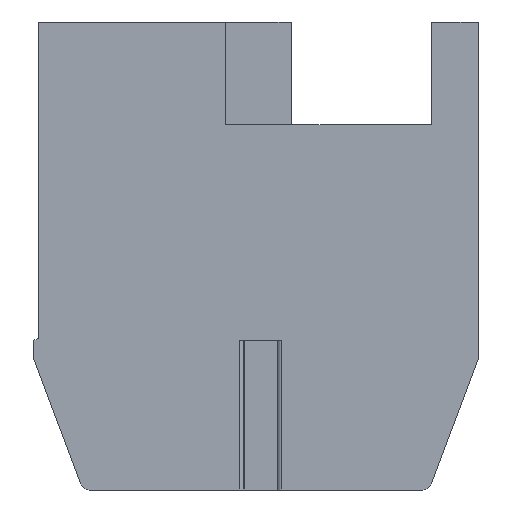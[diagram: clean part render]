
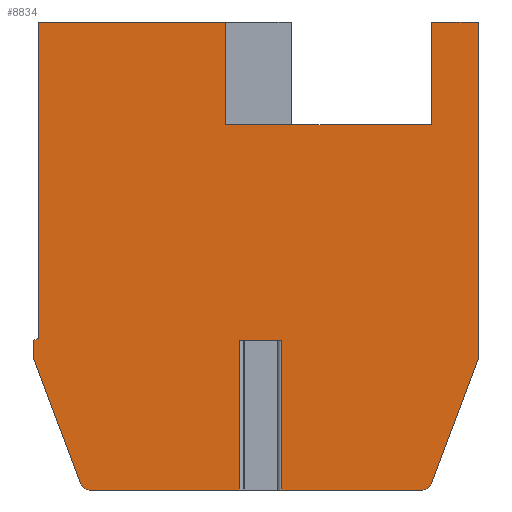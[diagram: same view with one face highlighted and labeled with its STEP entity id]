
A CAD part, front view. The second image highlights one B-rep face of the part: STEP entity #8834.
In plain terms, the highlighted planar face has unit normal (0, -1, 0).
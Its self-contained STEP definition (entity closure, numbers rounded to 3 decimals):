
#1=DIRECTION('',(1.,0.,0.));
#2=VECTOR('',#1,0.906);
#3=CARTESIAN_POINT('',(4.297,0.,-6.8));
#4=LINE('',#3,#2);
#5=DIRECTION('',(0.,0.,-1.));
#6=VECTOR('',#5,3.2);
#7=CARTESIAN_POINT('',(4.297,0.,-6.8));
#8=LINE('',#7,#6);
#9=DIRECTION('',(-1.,0.,0.));
#10=VECTOR('',#9,3.208);
#11=CARTESIAN_POINT('',(4.297,0.,-10.));
#12=LINE('',#11,#10);
#13=CARTESIAN_POINT('',(1.089,0.,-9.8));
#14=DIRECTION('',(0.,1.,0.));
#15=DIRECTION('',(0.,0.,-1.));
#16=AXIS2_PLACEMENT_3D('',#13,#14,#15);
#18=DIRECTION('',(-0.351,0.,0.936));
#19=VECTOR('',#18,2.816);
#20=CARTESIAN_POINT('',(0.901,0.,-9.87));
#21=LINE('',#20,#19);
#22=CARTESIAN_POINT('',(0.1,0.,-7.164));
#23=DIRECTION('',(0.,1.,0.));
#24=DIRECTION('',(-0.936,0.,-0.351));
#25=AXIS2_PLACEMENT_3D('',#22,#23,#24);
#27=DIRECTION('',(0.,0.,1.));
#28=VECTOR('',#27,0.364);
#29=CARTESIAN_POINT('',(-0.1,0.,-7.164));
#30=LINE('',#29,#28);
#31=DIRECTION('',(0.928,0.,0.371));
#32=VECTOR('',#31,0.108);
#33=CARTESIAN_POINT('',(-0.1,0.,-6.8));
#34=LINE('',#33,#32);
#35=DIRECTION('',(0.,0.,1.));
#36=VECTOR('',#35,6.76);
#37=CARTESIAN_POINT('',(0.,0.,-6.76));
#38=LINE('',#37,#36);
#39=DIRECTION('',(1.,0.,0.));
#40=VECTOR('',#39,4.);
#41=CARTESIAN_POINT('',(0.,0.,0.));
#42=LINE('',#41,#40);
#43=DIRECTION('',(0.,0.,-1.));
#44=VECTOR('',#43,2.2);
#45=CARTESIAN_POINT('',(4.,0.,0.));
#46=LINE('',#45,#44);
#47=DIRECTION('',(0.,0.,1.));
#48=VECTOR('',#47,2.2);
#49=CARTESIAN_POINT('',(8.4,0.,-2.2));
#50=LINE('',#49,#48);
#51=DIRECTION('',(1.,0.,0.));
#52=VECTOR('',#51,1.);
#53=CARTESIAN_POINT('',(8.4,0.,0.));
#54=LINE('',#53,#52);
#55=DIRECTION('',(0.,0.,-1.));
#56=VECTOR('',#55,7.164);
#57=CARTESIAN_POINT('',(9.4,0.,0.));
#58=LINE('',#57,#56);
#59=CARTESIAN_POINT('',(9.2,0.,-7.164));
#60=DIRECTION('',(0.,1.,0.));
#61=DIRECTION('',(1.,0.,0.));
#62=AXIS2_PLACEMENT_3D('',#59,#60,#61);
#64=DIRECTION('',(-0.351,0.,-0.936));
#65=VECTOR('',#64,2.816);
#66=CARTESIAN_POINT('',(9.387,0.,-7.234));
#67=LINE('',#66,#65);
#68=CARTESIAN_POINT('',(8.211,0.,-9.8));
#69=DIRECTION('',(0.,1.,0.));
#70=DIRECTION('',(0.936,0.,-0.351));
#71=AXIS2_PLACEMENT_3D('',#68,#69,#70);
#73=DIRECTION('',(-1.,0.,0.));
#74=VECTOR('',#73,3.008);
#75=CARTESIAN_POINT('',(8.211,0.,-10.));
#76=LINE('',#75,#74);
#77=DIRECTION('',(0.,0.,-1.));
#78=VECTOR('',#77,3.2);
#79=CARTESIAN_POINT('',(5.203,0.,-6.8));
#80=LINE('',#79,#78);
#2259=DIRECTION('',(-1.,0.,0.));
#2260=VECTOR('',#2259,4.4);
#2261=CARTESIAN_POINT('',(8.4,0.,-2.2));
#2262=LINE('',#2261,#2260);
#6913=CARTESIAN_POINT('',(-0.087,0.,-7.234));
#6914=CARTESIAN_POINT('',(-0.1,0.,-7.164));
#6915=VERTEX_POINT('',#6913);
#6916=VERTEX_POINT('',#6914);
#6917=CARTESIAN_POINT('',(-0.1,0.,-6.8));
#6918=VERTEX_POINT('',#6917);
#6919=CARTESIAN_POINT('',(0.,0.,-6.76));
#6920=VERTEX_POINT('',#6919);
#6921=CARTESIAN_POINT('',(0.,0.,0.));
#6922=VERTEX_POINT('',#6921);
#6923=CARTESIAN_POINT('',(8.4,0.,-2.2));
#6924=CARTESIAN_POINT('',(8.4,0.,0.));
#6925=VERTEX_POINT('',#6923);
#6926=VERTEX_POINT('',#6924);
#6927=CARTESIAN_POINT('',(9.4,0.,0.));
#6928=VERTEX_POINT('',#6927);
#6929=CARTESIAN_POINT('',(9.4,0.,-7.164));
#6930=VERTEX_POINT('',#6929);
#6931=CARTESIAN_POINT('',(9.387,0.,-7.234));
#6932=VERTEX_POINT('',#6931);
#6933=CARTESIAN_POINT('',(8.399,0.,-9.87));
#6934=VERTEX_POINT('',#6933);
#6935=CARTESIAN_POINT('',(8.211,0.,-10.));
#6936=VERTEX_POINT('',#6935);
#6937=CARTESIAN_POINT('',(1.089,0.,-10.));
#6938=CARTESIAN_POINT('',(0.901,0.,-9.87));
#6939=VERTEX_POINT('',#6937);
#6940=VERTEX_POINT('',#6938);
#7153=CARTESIAN_POINT('',(4.,0.,0.));
#7154=CARTESIAN_POINT('',(4.,0.,-2.2));
#7155=VERTEX_POINT('',#7153);
#7156=VERTEX_POINT('',#7154);
#7177=CARTESIAN_POINT('',(4.297,0.,-6.8));
#7178=CARTESIAN_POINT('',(5.203,0.,-6.8));
#7179=VERTEX_POINT('',#7177);
#7180=VERTEX_POINT('',#7178);
#7181=CARTESIAN_POINT('',(4.297,0.,-10.));
#7182=VERTEX_POINT('',#7181);
#7183=CARTESIAN_POINT('',(5.203,0.,-10.));
#7184=VERTEX_POINT('',#7183);
#8787=CARTESIAN_POINT('',(0.,0.,0.));
#8788=DIRECTION('',(0.,1.,0.));
#8789=DIRECTION('',(1.,0.,0.));
#8790=AXIS2_PLACEMENT_3D('',#8787,#8788,#8789);
#8791=PLANE('',#8790);
#8793=ORIENTED_EDGE('',*,*,#8792,.F.);
#8795=ORIENTED_EDGE('',*,*,#8794,.T.);
#8797=ORIENTED_EDGE('',*,*,#8796,.T.);
#8799=ORIENTED_EDGE('',*,*,#8798,.T.);
#8801=ORIENTED_EDGE('',*,*,#8800,.T.);
#8803=ORIENTED_EDGE('',*,*,#8802,.T.);
#8805=ORIENTED_EDGE('',*,*,#8804,.T.);
#8807=ORIENTED_EDGE('',*,*,#8806,.T.);
#8809=ORIENTED_EDGE('',*,*,#8808,.T.);
#8811=ORIENTED_EDGE('',*,*,#8810,.T.);
#8813=ORIENTED_EDGE('',*,*,#8812,.T.);
#8815=ORIENTED_EDGE('',*,*,#8814,.F.);
#8817=ORIENTED_EDGE('',*,*,#8816,.T.);
#8819=ORIENTED_EDGE('',*,*,#8818,.T.);
#8821=ORIENTED_EDGE('',*,*,#8820,.T.);
#8823=ORIENTED_EDGE('',*,*,#8822,.T.);
#8825=ORIENTED_EDGE('',*,*,#8824,.T.);
#8827=ORIENTED_EDGE('',*,*,#8826,.T.);
#8829=ORIENTED_EDGE('',*,*,#8828,.T.);
#8831=ORIENTED_EDGE('',*,*,#8830,.F.);
#8832=EDGE_LOOP('',(#8793,#8795,#8797,#8799,#8801,#8803,#8805,#8807,#8809,#8811,
#8813,#8815,#8817,#8819,#8821,#8823,#8825,#8827,#8829,#8831));
#8833=FACE_OUTER_BOUND('',#8832,.F.);
#8834=ADVANCED_FACE('',(#8833),#8791,.F.);
#17=CIRCLE('',#16,0.2);
#26=CIRCLE('',#25,0.2);
#63=CIRCLE('',#62,0.2);
#72=CIRCLE('',#71,0.2);
#8792=EDGE_CURVE('',#7179,#7180,#4,.T.);
#8794=EDGE_CURVE('',#7179,#7182,#8,.T.);
#8796=EDGE_CURVE('',#7182,#6939,#12,.T.);
#8798=EDGE_CURVE('',#6939,#6940,#17,.T.);
#8800=EDGE_CURVE('',#6940,#6915,#21,.T.);
#8802=EDGE_CURVE('',#6915,#6916,#26,.T.);
#8804=EDGE_CURVE('',#6916,#6918,#30,.T.);
#8806=EDGE_CURVE('',#6918,#6920,#34,.T.);
#8808=EDGE_CURVE('',#6920,#6922,#38,.T.);
#8810=EDGE_CURVE('',#6922,#7155,#42,.T.);
#8812=EDGE_CURVE('',#7155,#7156,#46,.T.);
#8814=EDGE_CURVE('',#6925,#7156,#2262,.T.);
#8816=EDGE_CURVE('',#6925,#6926,#50,.T.);
#8818=EDGE_CURVE('',#6926,#6928,#54,.T.);
#8820=EDGE_CURVE('',#6928,#6930,#58,.T.);
#8822=EDGE_CURVE('',#6930,#6932,#63,.T.);
#8824=EDGE_CURVE('',#6932,#6934,#67,.T.);
#8826=EDGE_CURVE('',#6934,#6936,#72,.T.);
#8828=EDGE_CURVE('',#6936,#7184,#76,.T.);
#8830=EDGE_CURVE('',#7180,#7184,#80,.T.);
